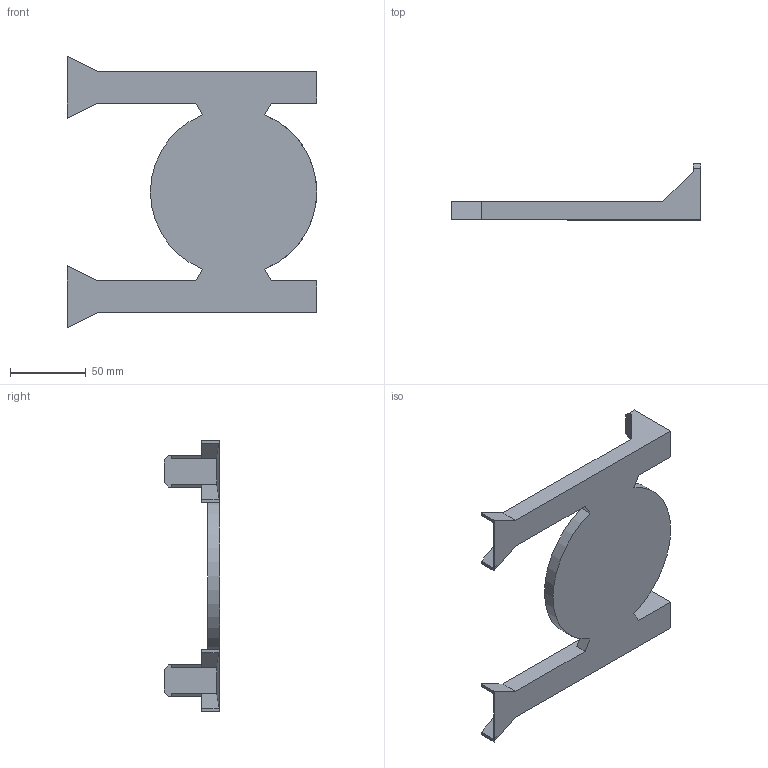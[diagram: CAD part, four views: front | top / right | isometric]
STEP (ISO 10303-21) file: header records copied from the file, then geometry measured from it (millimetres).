
FILE_DESCRIPTION(/* description */ (''),/* implementation_level */ '2;1');
FILE_NAME(/* name */ 'dock v11.step',/* time_stamp */ '2022-03-13T14:35:35-04:00',/* author */ (''),/* organization */ (''),/* preprocessor_version */ 'ST-DEVELOPER v18.1',/* originating_system */ 'Autodesk Translation Framework v10.13.0.1454',/* authorisation */ '');
FILE_SCHEMA (('AUTOMOTIVE_DESIGN { 1 0 10303 214 3 1 1 }'));
Length unit declared in the file: millimetre
Products named in the file (1): dock
Bounding box: 165.05 x 37.01 x 179.6 mm (x, y, z)
Volume: 85474.3 mm3; surface area: 56976.6 mm2
Topology: 1 solids, 1 shells, 54 faces, 152 edges, 100 vertices
Faces by surface type: plane 51, cylinder 3
Entity records: 1734 total; most frequent: CARTESIAN_POINT 307, ORIENTED_EDGE 304, DIRECTION 270, EDGE_CURVE 152, LINE 144, VECTOR 144, VERTEX_POINT 100, AXIS2_PLACEMENT_3D 63
